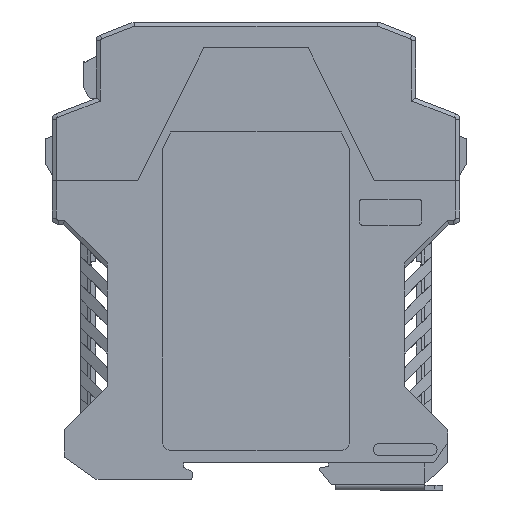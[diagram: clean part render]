
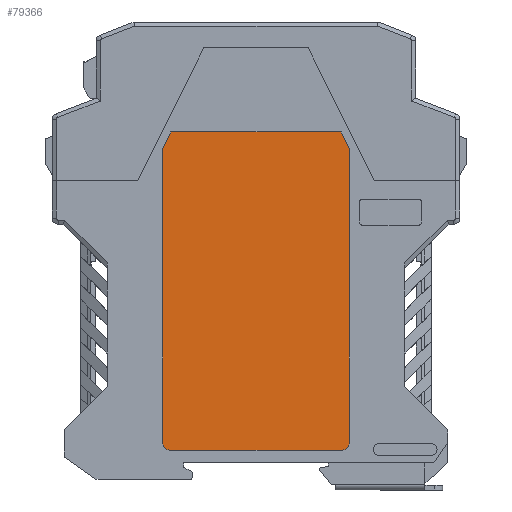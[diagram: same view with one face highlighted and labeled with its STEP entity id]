
A CAD part, left-side view. The second image highlights one B-rep face of the part: STEP entity #79366.
In plain terms, the highlighted face is planar.
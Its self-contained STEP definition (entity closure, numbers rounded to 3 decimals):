
#2242=CIRCLE('',#83788,2.);
#2243=CIRCLE('',#83789,2.);
#4066=VERTEX_POINT('',#109229);
#4067=VERTEX_POINT('',#109231);
#4068=VERTEX_POINT('',#109235);
#4069=VERTEX_POINT('',#109239);
#4070=VERTEX_POINT('',#109241);
#4071=VERTEX_POINT('',#109243);
#4072=VERTEX_POINT('',#109245);
#4073=VERTEX_POINT('',#109247);
#12366=VECTOR('',#90298,1.);
#12368=VECTOR('',#90301,1.);
#12369=VECTOR('',#90303,1.);
#12370=VECTOR('',#90304,1.);
#12371=VECTOR('',#90305,1.);
#12372=VECTOR('',#90308,1.);
#22936=LINE('',#109232,#12366);
#22938=LINE('',#109236,#12368);
#22939=LINE('',#109238,#12369);
#22940=LINE('',#109240,#12370);
#22941=LINE('',#109242,#12371);
#22942=LINE('',#109246,#12372);
#33562=EDGE_CURVE('',#4066,#4067,#22936,.T.);
#33564=EDGE_CURVE('',#4068,#4066,#22938,.T.);
#33565=EDGE_CURVE('',#4067,#4069,#22939,.T.);
#33566=EDGE_CURVE('',#4069,#4070,#22940,.T.);
#33567=EDGE_CURVE('',#4070,#4071,#22941,.T.);
#33568=EDGE_CURVE('',#4072,#4071,#2242,.T.);
#33569=EDGE_CURVE('',#4072,#4073,#22942,.T.);
#33570=EDGE_CURVE('',#4068,#4073,#2243,.T.);
#46658=ORIENTED_EDGE('',*,*,#33565,.T.);
#46659=ORIENTED_EDGE('',*,*,#33566,.T.);
#46660=ORIENTED_EDGE('',*,*,#33567,.T.);
#46661=ORIENTED_EDGE('',*,*,#33568,.F.);
#46662=ORIENTED_EDGE('',*,*,#33569,.T.);
#46663=ORIENTED_EDGE('',*,*,#33570,.F.);
#46664=ORIENTED_EDGE('',*,*,#33564,.T.);
#46665=ORIENTED_EDGE('',*,*,#33562,.T.);
#69895=EDGE_LOOP('',(#46658,#46659,#46660,#46661,#46662,#46663,#46664,#46665));
#74633=FACE_BOUND('',#69895,.T.);
#79366=ADVANCED_FACE('',(#74633),#132908,.T.);
#83787=AXIS2_PLACEMENT_3D('',#109237,#90302,$);
#83788=AXIS2_PLACEMENT_3D('',#109244,#90306,#90307);
#83789=AXIS2_PLACEMENT_3D('',#109248,#90309,#90310);
#90298=DIRECTION('',(0.447,0.894,0.));
#90301=DIRECTION('',(0.,1.,0.));
#90302=DIRECTION('',(0.,0.,-1.));
#90303=DIRECTION('',(1.,0.,0.));
#90304=DIRECTION('',(0.447,-0.894,0.));
#90305=DIRECTION('',(0.,-1.,0.));
#90306=DIRECTION('',(0.,0.,1.));
#90307=DIRECTION('',(2.,0.,0.));
#90308=DIRECTION('',(-1.,0.,0.));
#90309=DIRECTION('',(0.,0.,1.));
#90310=DIRECTION('',(2.,0.,0.));
#109229=CARTESIAN_POINT('',(-22.65,84.3,-11.1));
#109231=CARTESIAN_POINT('',(-20.65,88.3,-11.1));
#109232=CARTESIAN_POINT('',(-51.84,25.92,-11.1));
#109235=CARTESIAN_POINT('',(-22.65,13.,-11.1));
#109236=CARTESIAN_POINT('',(-22.65,0.,-11.1));
#109237=CARTESIAN_POINT('',(-34.89,74.275,-11.1));
#109238=CARTESIAN_POINT('',(0.,88.3,-11.1));
#109239=CARTESIAN_POINT('',(20.65,88.3,-11.1));
#109240=CARTESIAN_POINT('',(51.84,25.92,-11.1));
#109241=CARTESIAN_POINT('',(22.65,84.3,-11.1));
#109242=CARTESIAN_POINT('',(22.65,0.,-11.1));
#109243=CARTESIAN_POINT('',(22.65,13.,-11.1));
#109244=CARTESIAN_POINT('',(20.65,13.,-11.1));
#109245=CARTESIAN_POINT('',(20.65,11.,-11.1));
#109246=CARTESIAN_POINT('',(0.,11.,-11.1));
#109247=CARTESIAN_POINT('',(-20.65,11.,-11.1));
#109248=CARTESIAN_POINT('',(-20.65,13.,-11.1));
#132908=PLANE('',#83787);
